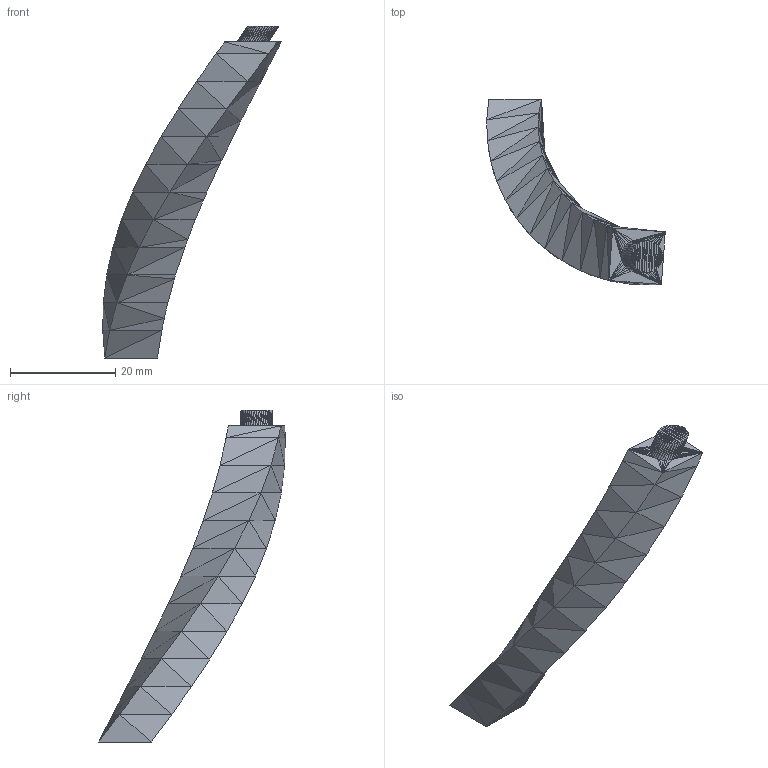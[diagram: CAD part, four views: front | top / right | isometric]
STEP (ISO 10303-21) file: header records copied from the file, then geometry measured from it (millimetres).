
FILE_DESCRIPTION(('FreeCAD Model'),'2;1');
FILE_NAME( 'fcad_side.step', '2015-12-15T16:20:16',('Author'),(''), 'Open CASCADE STEP processor 6.8','FreeCAD','Unknown');
FILE_SCHEMA(('AUTOMOTIVE_DESIGN_CC2 { 1 2 10303 214 -1 1 5 4 }'));
Length unit declared in the file: millimetre
Products named in the file (1): DNAside90001
Bounding box: 33.89 x 35.4 x 63 mm (x, y, z)
Surface area: 3167.3 mm2 (no closed solid volume)
Topology: 0 solids, 1 shells, 1081 faces, 1627 edges, 544 vertices
Faces by surface type: plane 1081
Entity records: 40576 total; most frequent: CARTESIAN_POINT 8100, DIRECTION 5418, LINE 3254, VECTOR 3254, ORIENTED_EDGE 3237, PCURVE 3237, DEFINITIONAL_REPRESENTATION 3237, EDGE_CURVE 1627
